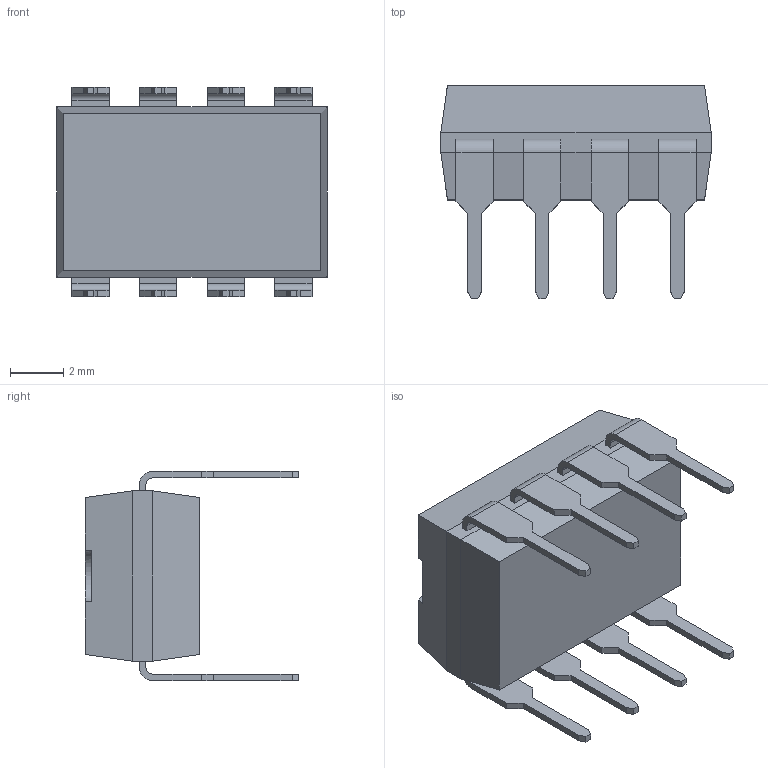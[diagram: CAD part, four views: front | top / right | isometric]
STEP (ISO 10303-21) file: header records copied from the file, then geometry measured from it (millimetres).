
FILE_DESCRIPTION((''),'2;1');
FILE_NAME('PDIP8_P2-54X7-62_L10-16_W6-4','2019-04-12T',('Dragos'),(''),'PRO/ENGINEER BY PARAMETRIC TECHNOLOGY CORPORATION, 2004440','PRO/ENGINEER BY PARAMETRIC TECHNOLOGY CORPORATION, 2004440','');
FILE_SCHEMA(('AUTOMOTIVE_DESIGN { 1 0 10303 214 1 1 1 1 }'));
Length unit declared in the file: millimetre
Products named in the file (1): PDIP8_P2-54X7-62_L10-16_W6-4
Bounding box: 10.16 x 8.02 x 7.87 mm (x, y, z)
Volume: 276.8 mm3; surface area: 371.8 mm2
Topology: 1 solids, 1 shells, 295 faces, 814 edges, 540 vertices
Faces by surface type: plane 278, cylinder 17
Entity records: 11974 total; most frequent: CARTESIAN_POINT 1657, ORIENTED_EDGE 1628, DIRECTION 1438, PRESENTATION_STYLE_ASSIGNMENT 837, STYLED_ITEM 816, CURVE_STYLE 815, EDGE_CURVE 814, VECTOR 778
